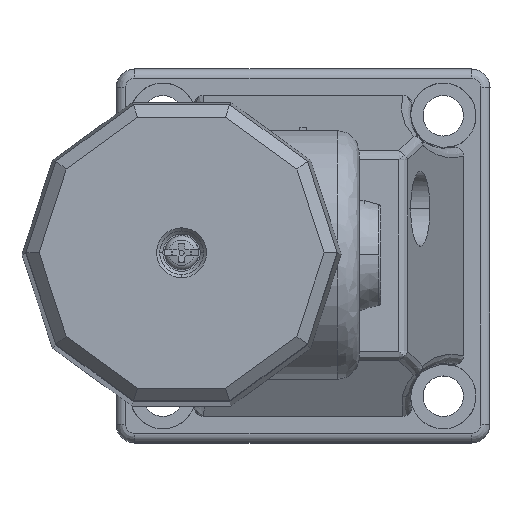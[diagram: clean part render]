
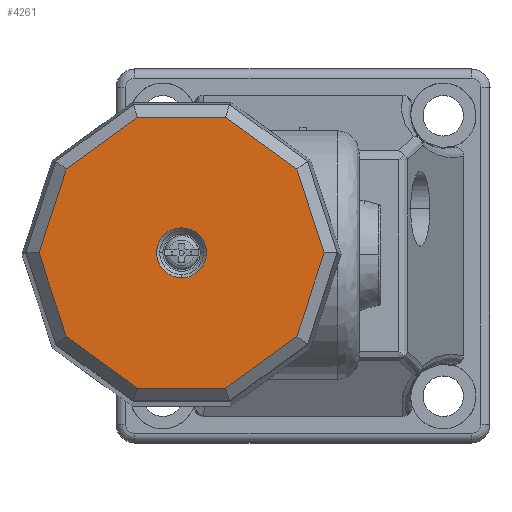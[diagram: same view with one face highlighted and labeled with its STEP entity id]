
A CAD part, top view. The second image highlights one B-rep face of the part: STEP entity #4261.
In plain terms, the highlighted planar face has unit normal (0, 0, 1).
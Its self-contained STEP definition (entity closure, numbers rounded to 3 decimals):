
#3493=CARTESIAN_POINT('',(-19.5,-4.,306.));
#3494=VERTEX_POINT('',#3493);
#3503=CARTESIAN_POINT('',(-19.5,4.,306.));
#3504=VERTEX_POINT('',#3503);
#3505=CARTESIAN_POINT('',(-19.5,0.,306.));
#3506=DIRECTION('',(0.0,0.0,1.0));
#3507=DIRECTION('',(0.0,-1.0,0.0));
#3508=AXIS2_PLACEMENT_3D('',#3505,#3506,#3507);
#3509=CIRCLE('',#3508,4.0);
#3510=EDGE_CURVE('',#3494,#3504,#3509,.T.);
#3999=CARTESIAN_POINT('',(-26.567,-21.75,306.));
#4000=VERTEX_POINT('',#3999);
#4001=CARTESIAN_POINT('',(-38.002,-13.442,306.));
#4002=VERTEX_POINT('',#4001);
#4003=CARTESIAN_POINT('',(-26.567,-21.75,306.));
#4004=DIRECTION('',(-0.809,0.588,0.0));
#4005=VECTOR('',#4004,14.134);
#4006=LINE('',#4003,#4005);
#4007=EDGE_CURVE('',#4000,#4002,#4006,.T.);
#4030=CARTESIAN_POINT('',(-42.369,0.,306.));
#4031=VERTEX_POINT('',#4030);
#4032=CARTESIAN_POINT('',(-38.002,-13.442,306.));
#4033=DIRECTION('',(-0.309,0.951,0.0));
#4034=VECTOR('',#4033,14.134);
#4035=LINE('',#4032,#4034);
#4036=EDGE_CURVE('',#4002,#4031,#4035,.T.);
#4054=CARTESIAN_POINT('',(-38.002,13.442,306.));
#4055=VERTEX_POINT('',#4054);
#4056=CARTESIAN_POINT('',(-42.369,0.,306.));
#4057=DIRECTION('',(0.309,0.951,0.0));
#4058=VECTOR('',#4057,14.134);
#4059=LINE('',#4056,#4058);
#4060=EDGE_CURVE('',#4031,#4055,#4059,.T.);
#4078=CARTESIAN_POINT('',(-26.567,21.75,306.));
#4079=VERTEX_POINT('',#4078);
#4080=CARTESIAN_POINT('',(-38.002,13.442,306.));
#4081=DIRECTION('',(0.809,0.588,0.0));
#4082=VECTOR('',#4081,14.134);
#4083=LINE('',#4080,#4082);
#4084=EDGE_CURVE('',#4055,#4079,#4083,.T.);
#4102=CARTESIAN_POINT('',(-12.433,21.75,306.));
#4103=VERTEX_POINT('',#4102);
#4104=CARTESIAN_POINT('',(-26.567,21.75,306.));
#4105=DIRECTION('',(1.0,0.0,0.0));
#4106=VECTOR('',#4105,14.134);
#4107=LINE('',#4104,#4106);
#4108=EDGE_CURVE('',#4079,#4103,#4107,.T.);
#4126=CARTESIAN_POINT('',(-0.998,13.442,306.));
#4127=VERTEX_POINT('',#4126);
#4128=CARTESIAN_POINT('',(-12.433,21.75,306.));
#4129=DIRECTION('',(0.809,-0.588,0.0));
#4130=VECTOR('',#4129,14.134);
#4131=LINE('',#4128,#4130);
#4132=EDGE_CURVE('',#4103,#4127,#4131,.T.);
#4150=CARTESIAN_POINT('',(3.369,0.,306.));
#4151=VERTEX_POINT('',#4150);
#4152=CARTESIAN_POINT('',(-0.998,13.442,306.));
#4153=DIRECTION('',(0.309,-0.951,0.0));
#4154=VECTOR('',#4153,14.134);
#4155=LINE('',#4152,#4154);
#4156=EDGE_CURVE('',#4127,#4151,#4155,.T.);
#4174=CARTESIAN_POINT('',(-0.998,-13.442,306.));
#4175=VERTEX_POINT('',#4174);
#4176=CARTESIAN_POINT('',(3.369,0.,306.));
#4177=DIRECTION('',(-0.309,-0.951,0.0));
#4178=VECTOR('',#4177,14.134);
#4179=LINE('',#4176,#4178);
#4180=EDGE_CURVE('',#4151,#4175,#4179,.T.);
#4198=CARTESIAN_POINT('',(-12.433,-21.75,306.));
#4199=VERTEX_POINT('',#4198);
#4200=CARTESIAN_POINT('',(-0.998,-13.442,306.));
#4201=DIRECTION('',(-0.809,-0.588,0.0));
#4202=VECTOR('',#4201,14.134);
#4203=LINE('',#4200,#4202);
#4204=EDGE_CURVE('',#4175,#4199,#4203,.T.);
#4222=CARTESIAN_POINT('',(-12.433,-21.75,306.));
#4223=DIRECTION('',(-1.0,0.0,0.0));
#4224=VECTOR('',#4223,14.134);
#4225=LINE('',#4222,#4224);
#4226=EDGE_CURVE('',#4199,#4000,#4225,.T.);
#4234=CARTESIAN_POINT('',(5.656,-23.925,306.));
#4235=DIRECTION('',(0.0,0.0,1.0));
#4236=DIRECTION('',(1.0,0.0,0.0));
#4237=AXIS2_PLACEMENT_3D('',#4234,#4235,#4236);
#4238=PLANE('',#4237);
#4239=ORIENTED_EDGE('',*,*,#4007,.F.);
#4240=ORIENTED_EDGE('',*,*,#4226,.F.);
#4241=ORIENTED_EDGE('',*,*,#4204,.F.);
#4242=ORIENTED_EDGE('',*,*,#4180,.F.);
#4243=ORIENTED_EDGE('',*,*,#4156,.F.);
#4244=ORIENTED_EDGE('',*,*,#4132,.F.);
#4245=ORIENTED_EDGE('',*,*,#4108,.F.);
#4246=ORIENTED_EDGE('',*,*,#4084,.F.);
#4247=ORIENTED_EDGE('',*,*,#4060,.F.);
#4248=ORIENTED_EDGE('',*,*,#4036,.F.);
#4249=EDGE_LOOP('',(#4239,#4240,#4241,#4242,#4243,#4244,#4245,#4246,#4247,#4248));
#4250=FACE_OUTER_BOUND('',#4249,.T.);
#4251=CARTESIAN_POINT('',(-19.5,0.,306.));
#4252=DIRECTION('',(0.0,0.0,1.0));
#4253=DIRECTION('',(0.0,-1.0,0.0));
#4254=AXIS2_PLACEMENT_3D('',#4251,#4252,#4253);
#4255=CIRCLE('',#4254,4.0);
#4256=EDGE_CURVE('',#3504,#3494,#4255,.T.);
#4257=ORIENTED_EDGE('',*,*,#4256,.F.);
#4258=ORIENTED_EDGE('',*,*,#3510,.F.);
#4259=EDGE_LOOP('',(#4257,#4258));
#4260=FACE_BOUND('',#4259,.T.);
#4261=ADVANCED_FACE('',(#4250,#4260),#4238,.T.);
